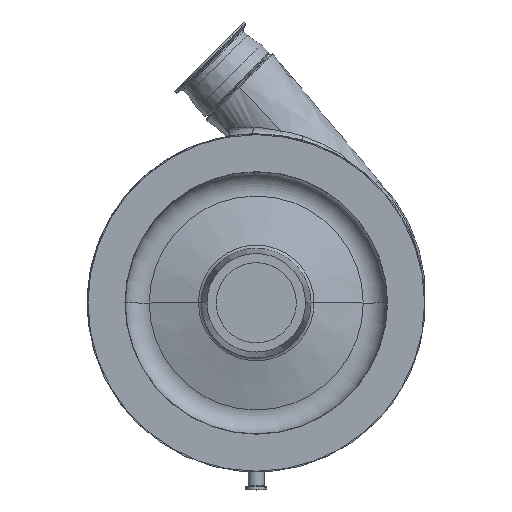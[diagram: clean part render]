
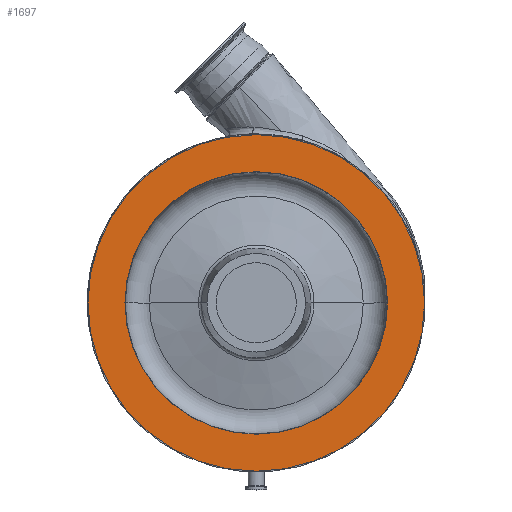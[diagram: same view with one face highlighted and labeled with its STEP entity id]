
A CAD part, top view. The second image highlights one B-rep face of the part: STEP entity #1697.
In plain terms, the highlighted planar face has unit normal (0, 0, 1).
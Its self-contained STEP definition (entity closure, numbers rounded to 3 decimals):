
#101 = ORIENTED_EDGE ( 'NONE', *, *, #6861, .F. ) ;
#305 = DIRECTION ( 'NONE',  ( 0., 0., -1. ) ) ;
#359 = CARTESIAN_POINT ( 'NONE',  ( 0., 0., 271. ) ) ;
#641 = EDGE_CURVE ( 'NONE', #2574, #11676, #2705, .T. ) ;
#756 = DIRECTION ( 'NONE',  ( -1., 0., 0. ) ) ;
#858 = DIRECTION ( 'NONE',  ( -1., 0., 0. ) ) ;
#918 = AXIS2_PLACEMENT_3D ( 'NONE', #12624, #9844, #858 ) ;
#1697 = ADVANCED_FACE ( 'NONE', ( #11056, #10870 ), #2061, .T. ) ;
#1927 = EDGE_CURVE ( 'NONE', #3415, #2517, #6452, .T. ) ;
#1951 = DIRECTION ( 'NONE',  ( 1., 0., 0. ) ) ;
#2061 = PLANE ( 'NONE',  #9816 ) ;
#2121 = CARTESIAN_POINT ( 'NONE',  ( 0., 158.354, 271. ) ) ;
#2279 = AXIS2_PLACEMENT_3D ( 'NONE', #2726, #9696, #10528 ) ;
#2517 = VERTEX_POINT ( 'NONE', #5014 ) ;
#2574 = VERTEX_POINT ( 'NONE', #5259 ) ;
#2705 = CIRCLE ( 'NONE', #2279, 203. ) ;
#2726 = CARTESIAN_POINT ( 'NONE',  ( 0., 0., 271. ) ) ;
#2958 = AXIS2_PLACEMENT_3D ( 'NONE', #359, #305, #12213 ) ;
#3044 = CARTESIAN_POINT ( 'NONE',  ( -203., 0., 271. ) ) ;
#3403 = CIRCLE ( 'NONE', #918, 203. ) ;
#3415 = VERTEX_POINT ( 'NONE', #11069 ) ;
#4908 = ORIENTED_EDGE ( 'NONE', *, *, #641, .F. ) ;
#5014 = CARTESIAN_POINT ( 'NONE',  ( -158.354, 0., 271. ) ) ;
#5259 = CARTESIAN_POINT ( 'NONE',  ( 203., 0., 271. ) ) ;
#6095 = DIRECTION ( 'NONE',  ( 0., 0., 1. ) ) ;
#6452 = CIRCLE ( 'NONE', #2958, 158.354 ) ;
#6861 = EDGE_CURVE ( 'NONE', #11676, #2574, #3403, .T. ) ;
#7691 = EDGE_LOOP ( 'NONE', ( #101, #4908 ) ) ;
#8825 = ORIENTED_EDGE ( 'NONE', *, *, #11148, .T. ) ;
#9064 = AXIS2_PLACEMENT_3D ( 'NONE', #12522, #9680, #756 ) ;
#9680 = DIRECTION ( 'NONE',  ( 0., 0., -1. ) ) ;
#9696 = DIRECTION ( 'NONE',  ( 0., 0., -1. ) ) ;
#9816 = AXIS2_PLACEMENT_3D ( 'NONE', #2121, #6095, #1951 ) ;
#9844 = DIRECTION ( 'NONE',  ( 0., 0., -1. ) ) ;
#10528 = DIRECTION ( 'NONE',  ( -1., 0., 0. ) ) ;
#10870 = FACE_OUTER_BOUND ( 'NONE', #7691, .T. ) ;
#11056 = FACE_BOUND ( 'NONE', #12637, .T. ) ;
#11069 = CARTESIAN_POINT ( 'NONE',  ( 158.354, 0., 271. ) ) ;
#11148 = EDGE_CURVE ( 'NONE', #2517, #3415, #12791, .T. ) ;
#11676 = VERTEX_POINT ( 'NONE', #3044 ) ;
#12094 = ORIENTED_EDGE ( 'NONE', *, *, #1927, .T. ) ;
#12213 = DIRECTION ( 'NONE',  ( -1., 0., 0. ) ) ;
#12522 = CARTESIAN_POINT ( 'NONE',  ( 0., 0., 271. ) ) ;
#12624 = CARTESIAN_POINT ( 'NONE',  ( 0., 0., 271. ) ) ;
#12637 = EDGE_LOOP ( 'NONE', ( #8825, #12094 ) ) ;
#12791 = CIRCLE ( 'NONE', #9064, 158.354 ) ;
